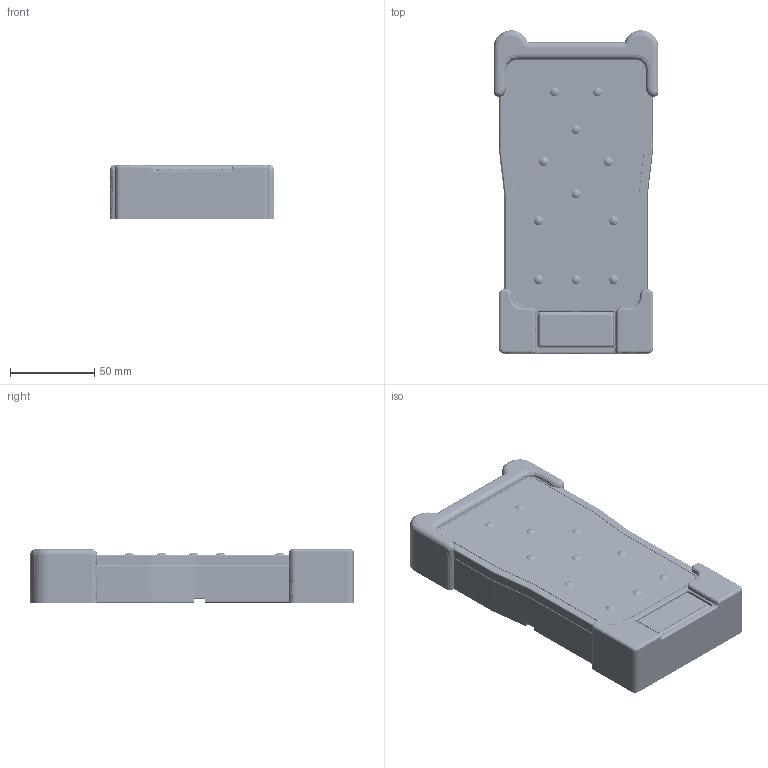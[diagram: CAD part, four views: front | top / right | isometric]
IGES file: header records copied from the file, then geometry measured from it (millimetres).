
Start section: SolidWorks IGES file using analytic representation for surfaces
Global section: file name: 7010_Panel_MountDD.IGS; native system: SolidWorks 2010; preprocessor: SolidWorks 2010; author: Rick; date: 100707.134507; units: inch
Bounding box: 97.63 x 191.42 x 31.74 mm (x, y, z)
Surface area: 171613.6 mm2 (no closed solid volume)
Topology: 0 solids, 0 shells, 2746 faces, 23160 edges, 23076 vertices
Faces by surface type: bspline 1519, revolution 1227
